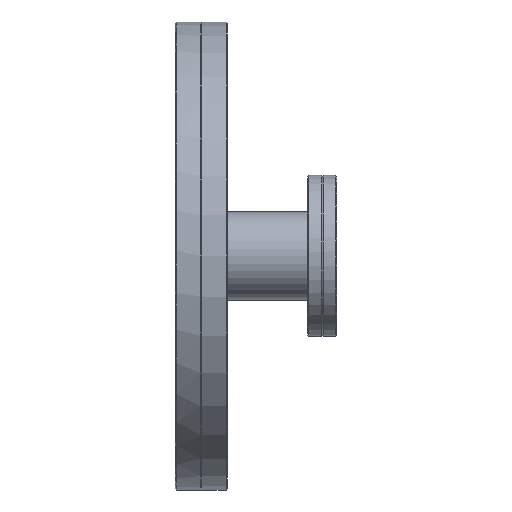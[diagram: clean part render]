
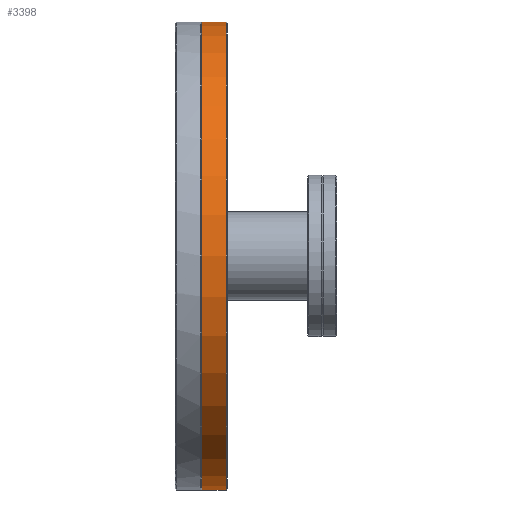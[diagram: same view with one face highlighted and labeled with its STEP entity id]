
A CAD part, left-side view. The second image highlights one B-rep face of the part: STEP entity #3398.
In plain terms, the highlighted cylindrical face has radius 101.22 mm (diameter 202.44 mm), a full revolution.
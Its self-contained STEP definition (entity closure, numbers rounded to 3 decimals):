
#455 = ORIENTED_EDGE ( 'NONE', *, *, #1040, .T. ) ;
#482 = FACE_OUTER_BOUND ( 'NONE', #3047, .T. ) ;
#550 = ORIENTED_EDGE ( 'NONE', *, *, #705, .T. ) ;
#705 = EDGE_CURVE ( 'NONE', #3619, #3619, #3126, .T. ) ;
#717 = DIRECTION ( 'NONE',  ( 0., 1., 0. ) ) ;
#856 = CARTESIAN_POINT ( 'NONE',  ( 0., 11.19, 101.22 ) ) ;
#1038 = CARTESIAN_POINT ( 'NONE',  ( 0., 11.19, 0. ) ) ;
#1040 = EDGE_CURVE ( 'NONE', #1763, #1763, #2597, .T. ) ;
#1043 = DIRECTION ( 'NONE',  ( 0., 0., -1. ) ) ;
#1405 = AXIS2_PLACEMENT_3D ( 'NONE', #1038, #2198, #3014 ) ;
#1476 = EDGE_LOOP ( 'NONE', ( #550 ) ) ;
#1763 = VERTEX_POINT ( 'NONE', #856 ) ;
#2141 = CYLINDRICAL_SURFACE ( 'NONE', #2445, 101.22 ) ;
#2198 = DIRECTION ( 'NONE',  ( 0., -1., 0. ) ) ;
#2445 = AXIS2_PLACEMENT_3D ( 'NONE', #2711, #3303, #1043 ) ;
#2485 = FACE_OUTER_BOUND ( 'NONE', #1476, .T. ) ;
#2579 = AXIS2_PLACEMENT_3D ( 'NONE', #3302, #717, #3626 ) ;
#2597 = CIRCLE ( 'NONE', #1405, 101.22 ) ;
#2711 = CARTESIAN_POINT ( 'NONE',  ( 0., -57.411, 0. ) ) ;
#2765 = CARTESIAN_POINT ( 'NONE',  ( 0., 0.5, -101.22 ) ) ;
#3014 = DIRECTION ( 'NONE',  ( 0., 0., 1. ) ) ;
#3047 = EDGE_LOOP ( 'NONE', ( #455 ) ) ;
#3126 = CIRCLE ( 'NONE', #2579, 101.22 ) ;
#3302 = CARTESIAN_POINT ( 'NONE',  ( 0., 0.5, 0. ) ) ;
#3303 = DIRECTION ( 'NONE',  ( 0., -1., 0. ) ) ;
#3398 = ADVANCED_FACE ( 'NONE', ( #2485, #482 ), #2141, .T. ) ;
#3619 = VERTEX_POINT ( 'NONE', #2765 ) ;
#3626 = DIRECTION ( 'NONE',  ( 0., 0., -1. ) ) ;
